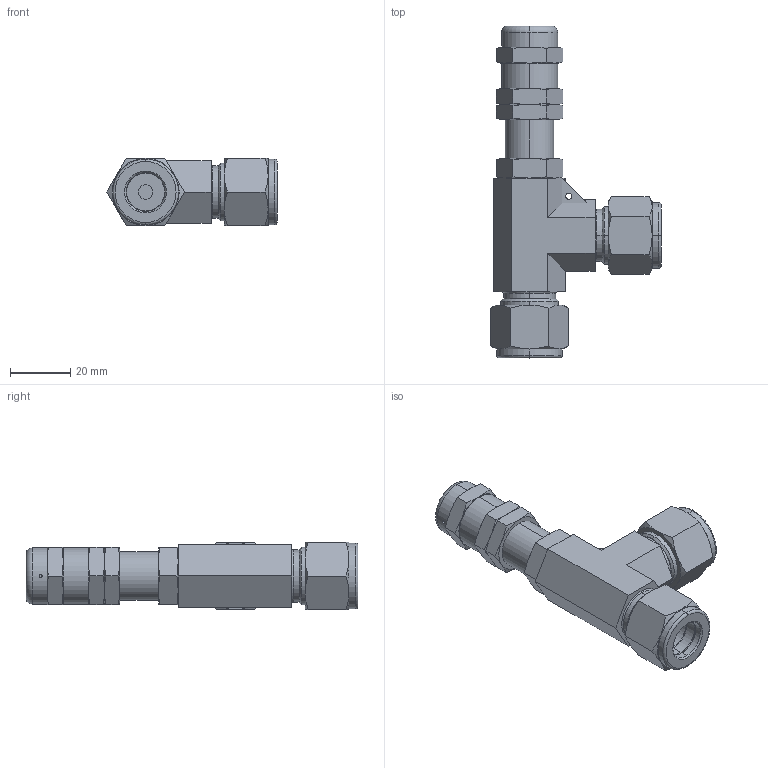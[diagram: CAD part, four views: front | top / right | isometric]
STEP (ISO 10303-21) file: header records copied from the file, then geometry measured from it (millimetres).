
FILE_DESCRIPTION(('FreeCAD Model'),'2;1');
FILE_NAME('Open CASCADE Shape Model','2025-11-13T16:19:37',('Author'),( ''),'Open CASCADE STEP processor 7.8','FreeCAD','Unknown');
FILE_SCHEMA(('AUTOMOTIVE_DESIGN { 1 0 10303 214 1 1 1 1 }'));
Length unit declared in the file: millimetre
Products named in the file (1): RVN2-2A-D-8T-S/L2
Bounding box: 56.43 x 110 x 22.23 mm (x, y, z)
Volume: 41663.5 mm3; surface area: 17222.4 mm2
Topology: 1 solids, 1 shells, 345 faces, 743 edges, 439 vertices
Faces by surface type: cone 126, plane 100, cylinder 75, torus 44
Entity records: 9837 total; most frequent: CARTESIAN_POINT 2380, DIRECTION 1625, ORIENTED_EDGE 1486, EDGE_CURVE 743, AXIS2_PLACEMENT_3D 692, VERTEX_POINT 439, FACE_BOUND 386, EDGE_LOOP 386
